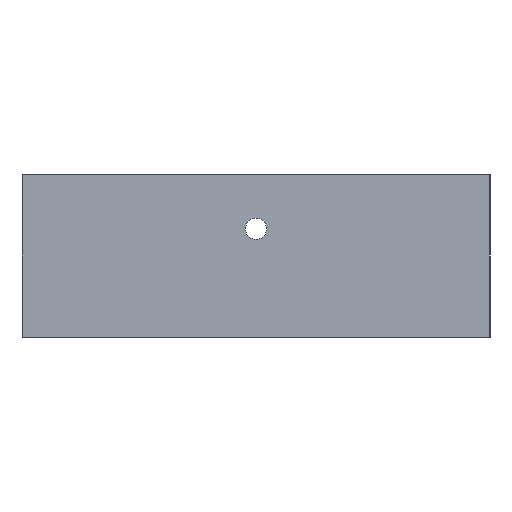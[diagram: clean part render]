
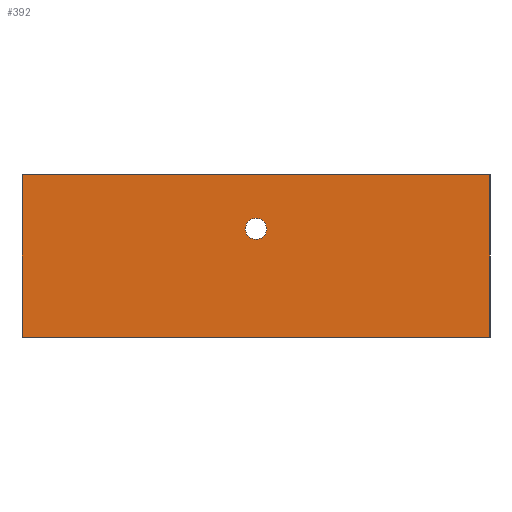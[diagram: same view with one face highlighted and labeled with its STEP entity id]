
A CAD part, left-side view. The second image highlights one B-rep face of the part: STEP entity #392.
In plain terms, the highlighted planar face has unit normal (-1, 0, 0).
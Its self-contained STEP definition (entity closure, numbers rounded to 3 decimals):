
#24=PLANE('',#436);
#38=LINE('',#618,#66);
#51=LINE('',#652,#79);
#52=LINE('',#655,#80);
#53=LINE('',#656,#81);
#66=VECTOR('',#504,34.5);
#79=VECTOR('',#543,12.);
#80=VECTOR('',#546,34.5);
#81=VECTOR('',#547,12.);
#98=FACE_BOUND('',#158,.T.);
#120=FACE_OUTER_BOUND('',#157,.T.);
#157=EDGE_LOOP('',(#348,#349,#350,#351));
#158=EDGE_LOOP('',(#352));
#166=CIRCLE('',#402,0.784);
#186=VERTEX_POINT('',#562);
#208=VERTEX_POINT('',#615);
#209=VERTEX_POINT('',#617);
#217=VERTEX_POINT('',#650);
#218=VERTEX_POINT('',#654);
#222=EDGE_CURVE('',#186,#186,#166,.T.);
#246=EDGE_CURVE('',#208,#209,#38,.T.);
#263=EDGE_CURVE('',#217,#209,#51,.T.);
#264=EDGE_CURVE('',#217,#218,#52,.T.);
#265=EDGE_CURVE('',#218,#208,#53,.T.);
#348=ORIENTED_EDGE('',*,*,#264,.F.);
#349=ORIENTED_EDGE('',*,*,#263,.T.);
#350=ORIENTED_EDGE('',*,*,#246,.F.);
#351=ORIENTED_EDGE('',*,*,#265,.F.);
#352=ORIENTED_EDGE('',*,*,#222,.T.);
#392=ADVANCED_FACE('',(#120,#98),#24,.T.);
#402=AXIS2_PLACEMENT_3D('',#563,#451,#452);
#436=AXIS2_PLACEMENT_3D('',#653,#544,#545);
#451=DIRECTION('center_axis',(1.,0.,0.));
#452=DIRECTION('ref_axis',(0.,0.,-1.));
#504=DIRECTION('',(0.,-1.,0.));
#543=DIRECTION('',(0.,0.,1.));
#544=DIRECTION('center_axis',(-1.,0.,0.));
#545=DIRECTION('ref_axis',(0.,-1.,0.));
#546=DIRECTION('',(0.,1.,0.));
#547=DIRECTION('',(0.,0.,1.));
#562=CARTESIAN_POINT('',(-18.25,0.,8.784));
#563=CARTESIAN_POINT('Origin',(-18.25,0.,8.));
#615=CARTESIAN_POINT('',(-18.25,17.25,12.));
#617=CARTESIAN_POINT('',(-18.25,-17.25,12.));
#618=CARTESIAN_POINT('',(-18.25,-17.25,12.));
#650=CARTESIAN_POINT('',(-18.25,-17.25,0.));
#652=CARTESIAN_POINT('',(-18.25,-17.25,0.));
#653=CARTESIAN_POINT('Origin',(-18.25,17.25,0.));
#654=CARTESIAN_POINT('',(-18.25,17.25,0.));
#655=CARTESIAN_POINT('',(-18.25,-17.25,0.));
#656=CARTESIAN_POINT('',(-18.25,17.25,0.));
